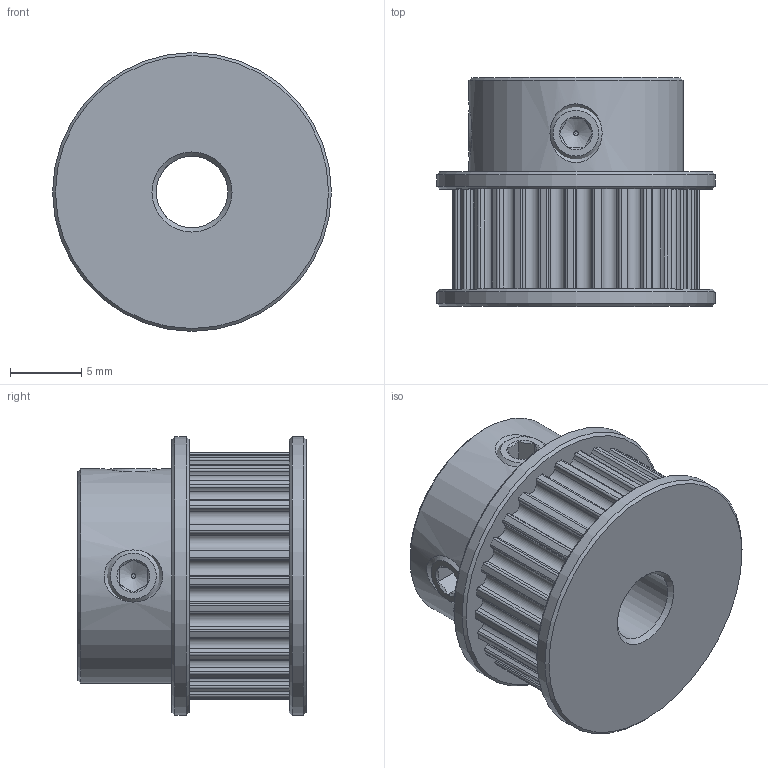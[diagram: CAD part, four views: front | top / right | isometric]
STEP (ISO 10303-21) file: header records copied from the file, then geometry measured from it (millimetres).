
FILE_DESCRIPTION(('FreeCAD Model'),'2;1');
FILE_NAME('Open CASCADE Shape Model','2022-05-06T18:54:30',(''),(''), 'Open CASCADE STEP processor 7.5','FreeCAD','Unknown');
FILE_SCHEMA(('AUTOMOTIVE_DESIGN { 1 0 10303 214 1 1 1 1 }'));
Length unit declared in the file: millimetre
Products named in the file (4): Pulley 28 Tooth 6mm; GT2_Pulley_20T_6mm001; M4x5-Screw; M4x5-Screw048
Assembly tree (3 placements, depth 2):
  Pulley 28 Tooth 6mm
    GT2_Pulley_20T_6mm001
    M4x5-Screw
    M4x5-Screw048
Bounding box: 19.5 x 16 x 19.5 mm (x, y, z)
Volume: 3084.5 mm3; surface area: 2184.4 mm2
Topology: 3 solids, 3 shells, 226 faces, 617 edges, 398 vertices
Faces by surface type: cylinder 176, cone 27, plane 21, sphere 2
Full cylindrical faces by diameter (mm): 3.3 x2, 4.04 x2, 5 x1, 15 x1, 19.5 x2
Entity records: 7905 total; most frequent: CARTESIAN_POINT 1730, DIRECTION 1467, ORIENTED_EDGE 1230, AXIS2_PLACEMENT_3D 631, EDGE_CURVE 615, VERTEX_POINT 398, CIRCLE 377, FACE_BOUND 235
